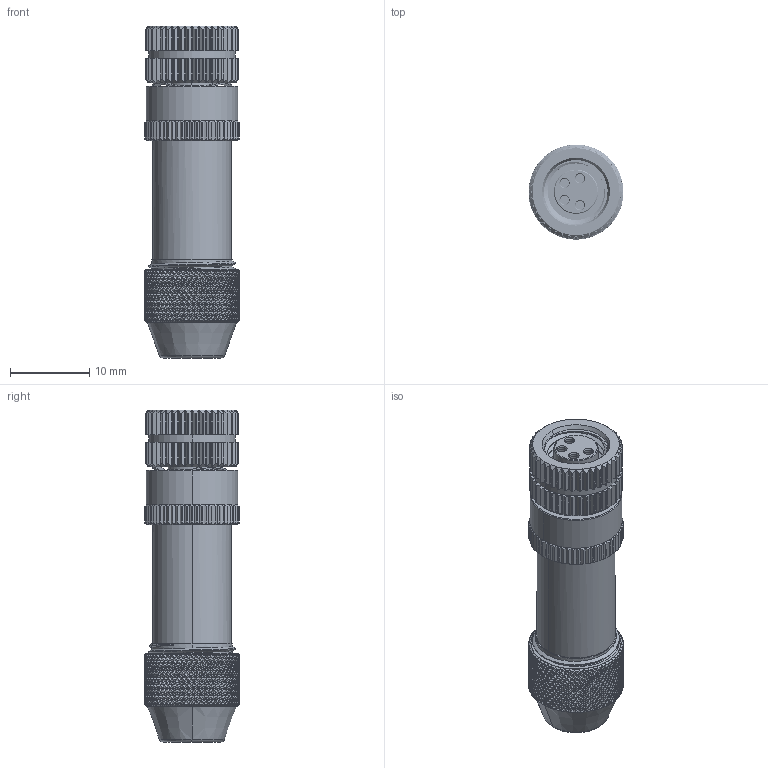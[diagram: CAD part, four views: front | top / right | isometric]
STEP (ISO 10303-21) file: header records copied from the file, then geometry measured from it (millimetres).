
FILE_DESCRIPTION((''),'2;1');
FILE_NAME('M8-FST_SW0001','2023-12-22T',('zh.su'),(''),'PRO/ENGINEER BY PARAMETRIC TECHNOLOGY CORPORATION, 2012480','PRO/ENGINEER BY PARAMETRIC TECHNOLOGY CORPORATION, 2012480','');
FILE_SCHEMA(('CONFIG_CONTROL_DESIGN'));
Products named in the file (1): M8-FST_SW0001
Bounding box: 12 x 12 x 42 mm (x, y, z)
Volume: 3620.7 mm3; surface area: 3002.2 mm2
Topology: 2 solids, 3 shells, 7725 faces, 21931 edges, 14227 vertices
Faces by surface type: bspline 6756, plane 605, cylinder 256, cone 100, torus 8
Entity records: 394530 total; most frequent: CARTESIAN_POINT 256218, ORIENTED_EDGE 43862, EDGE_CURVE 21931, B_SPLINE_CURVE_WITH_KNOTS 20384, VERTEX_POINT 14227, EDGE_LOOP 7754, FACE_OUTER_BOUND 7725, ADVANCED_FACE 7725
